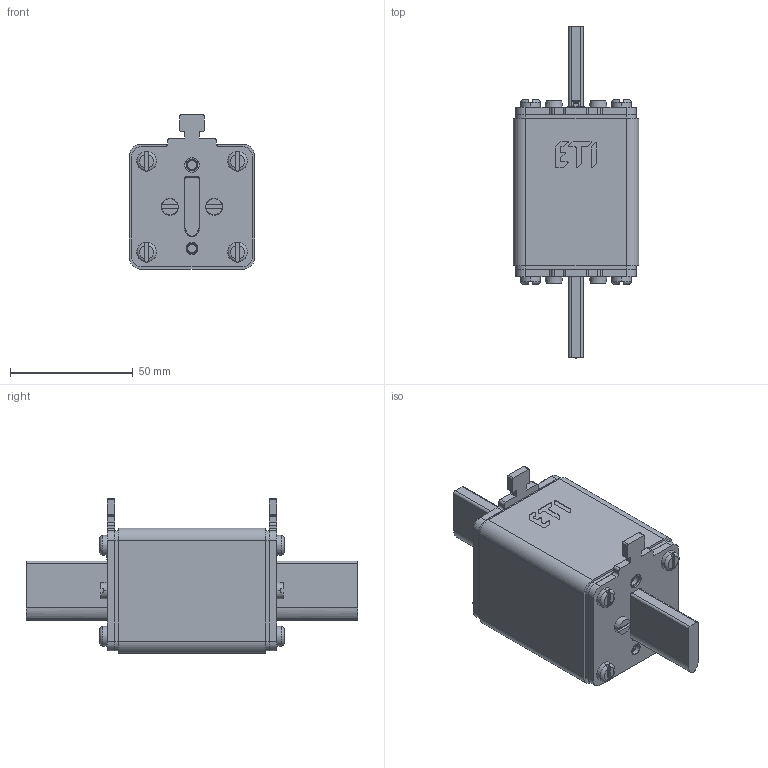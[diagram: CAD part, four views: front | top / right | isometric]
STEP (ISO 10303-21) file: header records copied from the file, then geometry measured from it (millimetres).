
FILE_DESCRIPTION((''),'2;1');
FILE_NAME('004743212__KOPIJA0_ASM','2021-12-22T14:10:58',('marketing.praksa'),('Audax d.o.o.'),'CREO PARAMETRIC BY PTC INC, 2021304','CREO PARAMETRIC BY PTC INC, 2021304','');
FILE_SCHEMA(('AP242_MANAGED_MODEL_BASED_3D_ENGINEERING_MIM_LF { 1 0 10303 442 1 1 4 }'));
Length unit declared in the file: millimetre
Products named in the file (13): 0000030084_2; 0000029902_1; 0000015700_AF0_2_1; 0000015247_AF0_1_1; 0000015701_ASM_1_1_ASM; 0000058807_1; 0000011586_AF1_1_1_2; 0000011580_1_1_2_3; 0000011599_1_1_2_3; 0000015360_1_1_2_3_4_5; 0000037876_1_1_2_3_4; 004743212_ASM_2_ASM; 004743212__KOPIJA0_ASM
Assembly tree (27 placements, depth 4):
  004743212__KOPIJA0_ASM
    004743212_ASM_2_ASM
      0000030084_2
      0000029902_1  x2
      0000015701_ASM_1_1_ASM  x2
        0000015700_AF0_2_1
        0000015247_AF0_1_1
      0000058807_1  x2
      0000011586_AF1_1_1_2
      0000011580_1_1_2_3
      0000011599_1_1_2_3  x3
      0000015360_1_1_2_3_4_5  x8
      0000037876_1_1_2_3_4  x4
Bounding box: 51 x 135 x 63 mm (x, y, z)
Volume: 191834.4 mm3; surface area: 52959.3 mm2
Topology: 26 solids, 42 shells, 770 faces, 1912 edges, 1226 vertices
Faces by surface type: cylinder 335, plane 292, torus 72, cone 68, bspline 3
Entity records: 20256 total; most frequent: CARTESIAN_POINT 3196, DIRECTION 2348, ORIENTED_EDGE 1940, EDGE_CURVE 992, AXIS2_PLACEMENT_3D 924, PRESENTATION_STYLE_ASSIGNMENT 658, VERTEX_POINT 647, STYLED_ITEM 607
